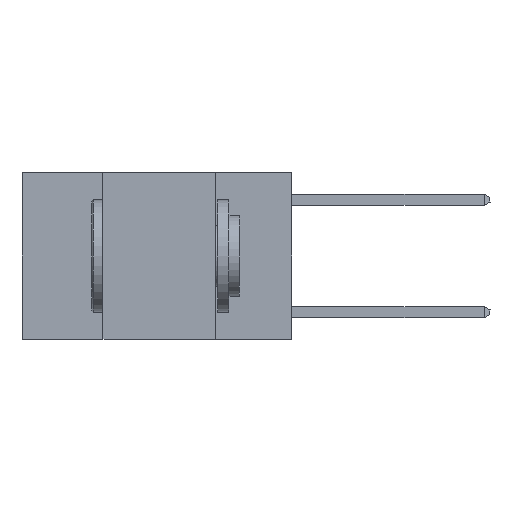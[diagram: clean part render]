
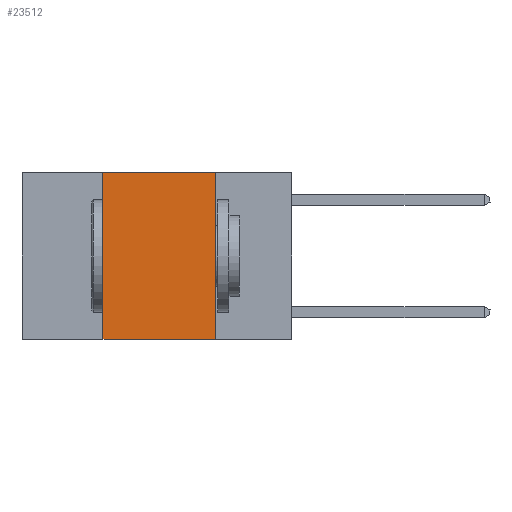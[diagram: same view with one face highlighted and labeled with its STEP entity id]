
A CAD part, left-side view. The second image highlights one B-rep face of the part: STEP entity #23512.
In plain terms, the highlighted planar face has unit normal (-1, 0, 0).
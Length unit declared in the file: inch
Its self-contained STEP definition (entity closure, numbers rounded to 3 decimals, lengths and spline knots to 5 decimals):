
#1804 = CARTESIAN_POINT ( 'NONE',  ( 0., 0.42, 0. ) ) ;
#1811 = ORIENTED_EDGE ( 'NONE', *, *, #18724, .F. ) ;
#2941 = CARTESIAN_POINT ( 'NONE',  ( 0., 0.42, -0.37 ) ) ;
#3257 = VECTOR ( 'NONE', #25470, 39.37008 ) ;
#3660 = CARTESIAN_POINT ( 'NONE',  ( 0., 0.17, 0. ) ) ;
#3977 = VERTEX_POINT ( 'NONE', #2941 ) ;
#5257 = CARTESIAN_POINT ( 'NONE',  ( 0., 0.6, 0. ) ) ;
#6161 = ORIENTED_EDGE ( 'NONE', *, *, #13041, .T. ) ;
#7112 = LINE ( 'NONE', #9223, #3257 ) ;
#7447 = ORIENTED_EDGE ( 'NONE', *, *, #25766, .F. ) ;
#9191 = VECTOR ( 'NONE', #17605, 39.37008 ) ;
#9223 = CARTESIAN_POINT ( 'NONE',  ( 0., 0.17, 0. ) ) ;
#9500 = DIRECTION ( 'NONE',  ( 0., 0., -1. ) ) ;
#9842 = VECTOR ( 'NONE', #23943, 39.37008 ) ;
#9947 = DIRECTION ( 'NONE',  ( 1., 0., 0. ) ) ;
#10911 = EDGE_CURVE ( 'NONE', #26268, #17730, #18046, .T. ) ;
#11478 = VECTOR ( 'NONE', #18190, 39.37008 ) ;
#13041 = EDGE_CURVE ( 'NONE', #3977, #20000, #29154, .T. ) ;
#15180 = CARTESIAN_POINT ( 'NONE',  ( 0., 0.6, -0.37 ) ) ;
#16729 = CARTESIAN_POINT ( 'NONE',  ( 0., 0.17, -0.37 ) ) ;
#17605 = DIRECTION ( 'NONE',  ( 0., -1., 0. ) ) ;
#17730 = VERTEX_POINT ( 'NONE', #3660 ) ;
#18046 = LINE ( 'NONE', #22410, #11478 ) ;
#18190 = DIRECTION ( 'NONE',  ( 0., -1., 0. ) ) ;
#18724 = EDGE_CURVE ( 'NONE', #3977, #26268, #19716, .T. ) ;
#19716 = LINE ( 'NONE', #24379, #9842 ) ;
#20000 = VERTEX_POINT ( 'NONE', #16729 ) ;
#20481 = ORIENTED_EDGE ( 'NONE', *, *, #10911, .F. ) ;
#21077 = FACE_OUTER_BOUND ( 'NONE', #25038, .T. ) ;
#22410 = CARTESIAN_POINT ( 'NONE',  ( 0., 0.6, 0. ) ) ;
#23512 = ADVANCED_FACE ( 'NONE', ( #21077 ), #25890, .F. ) ;
#23943 = DIRECTION ( 'NONE',  ( 0., 0., 1. ) ) ;
#24379 = CARTESIAN_POINT ( 'NONE',  ( 0., 0.42, 0. ) ) ;
#25038 = EDGE_LOOP ( 'NONE', ( #7447, #20481, #1811, #6161 ) ) ;
#25470 = DIRECTION ( 'NONE',  ( 0., 0., -1. ) ) ;
#25766 = EDGE_CURVE ( 'NONE', #17730, #20000, #7112, .T. ) ;
#25890 = PLANE ( 'NONE',  #26732 ) ;
#26268 = VERTEX_POINT ( 'NONE', #1804 ) ;
#26732 = AXIS2_PLACEMENT_3D ( 'NONE', #5257, #9947, #9500 ) ;
#29154 = LINE ( 'NONE', #15180, #9191 ) ;
